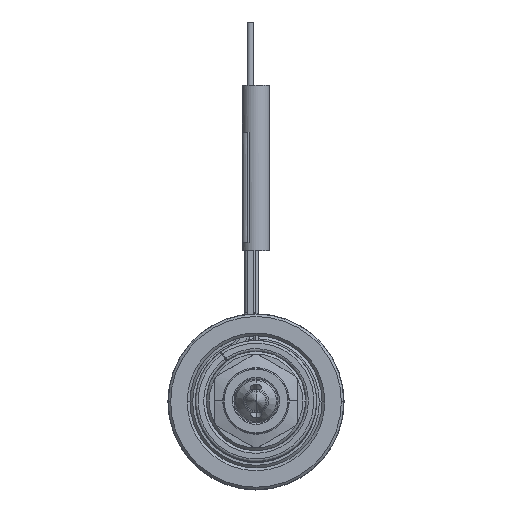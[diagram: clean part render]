
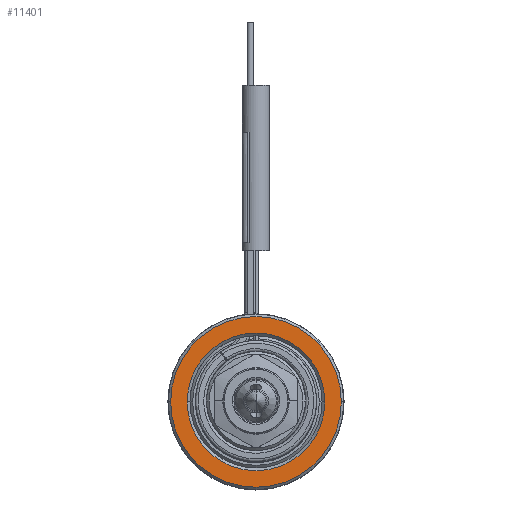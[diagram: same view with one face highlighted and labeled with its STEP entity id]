
A CAD part, top view. The second image highlights one B-rep face of the part: STEP entity #11401.
In plain terms, the highlighted planar face has unit normal (0, 0, 1).
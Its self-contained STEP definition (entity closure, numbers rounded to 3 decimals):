
#2481=CARTESIAN_POINT('',(0.,0.,25.));
#2482=DIRECTION('',(0.,0.,-1.));
#2483=DIRECTION('',(-1.,0.,0.));
#2484=AXIS2_PLACEMENT_3D('',#2481,#2482,#2483);
#2495=CARTESIAN_POINT('',(0.,0.,25.));
#2496=DIRECTION('',(0.,0.,-1.));
#2497=DIRECTION('',(1.,0.,0.));
#2498=AXIS2_PLACEMENT_3D('',#2495,#2496,#2497);
#2509=CARTESIAN_POINT('',(0.,0.,
25.));
#2510=DIRECTION('',(0.,0.,-1.));
#2511=DIRECTION('',(1.,0.,0.));
#2512=AXIS2_PLACEMENT_3D('',#2509,#2510,#2511);
#2523=CARTESIAN_POINT('',(0.,0.,25.));
#2524=DIRECTION('',(0.,0.,-1.));
#2525=DIRECTION('',(-1.,0.,0.));
#2526=AXIS2_PLACEMENT_3D('',#2523,#2524,#2525);
#7347=CARTESIAN_POINT('',(15.5,0.,25.));
#7348=CARTESIAN_POINT('',(-15.5,0.,
25.));
#7349=VERTEX_POINT('',#7347);
#7350=VERTEX_POINT('',#7348);
#7351=CARTESIAN_POINT('',(12.5,0.,25.));
#7352=CARTESIAN_POINT('',(-12.5,0.,25.));
#7353=VERTEX_POINT('',#7351);
#7354=VERTEX_POINT('',#7352);
#11386=CARTESIAN_POINT('',(0.,0.,25.));
#11387=DIRECTION('',(0.,0.,1.));
#11388=DIRECTION('',(-1.,0.,0.));
#11389=AXIS2_PLACEMENT_3D('',#11386,#11387,#11388);
#11390=PLANE('',#11389);
#11391=ORIENTED_EDGE('',*,*,#11368,.T.);
#11392=ORIENTED_EDGE('',*,*,#11353,.T.);
#11393=EDGE_LOOP('',(#11391,#11392));
#11394=FACE_OUTER_BOUND('',#11393,.F.);
#11396=ORIENTED_EDGE('',*,*,#11395,.F.);
#11398=ORIENTED_EDGE('',*,*,#11397,.F.);
#11399=EDGE_LOOP('',(#11396,#11398));
#11400=FACE_BOUND('',#11399,.F.);
#2485=CIRCLE('',#2484,15.5);
#2499=CIRCLE('',#2498,15.5);
#2513=CIRCLE('',#2512,12.5);
#2527=CIRCLE('',#2526,12.5);
#11353=EDGE_CURVE('',#7350,#7349,#2485,.T.);
#11368=EDGE_CURVE('',#7349,#7350,#2499,.T.);
#11395=EDGE_CURVE('',#7353,#7354,#2513,.T.);
#11397=EDGE_CURVE('',#7354,#7353,#2527,.T.);
#11401=ADVANCED_FACE('',(#11394,#11400),#11390,.T.);
